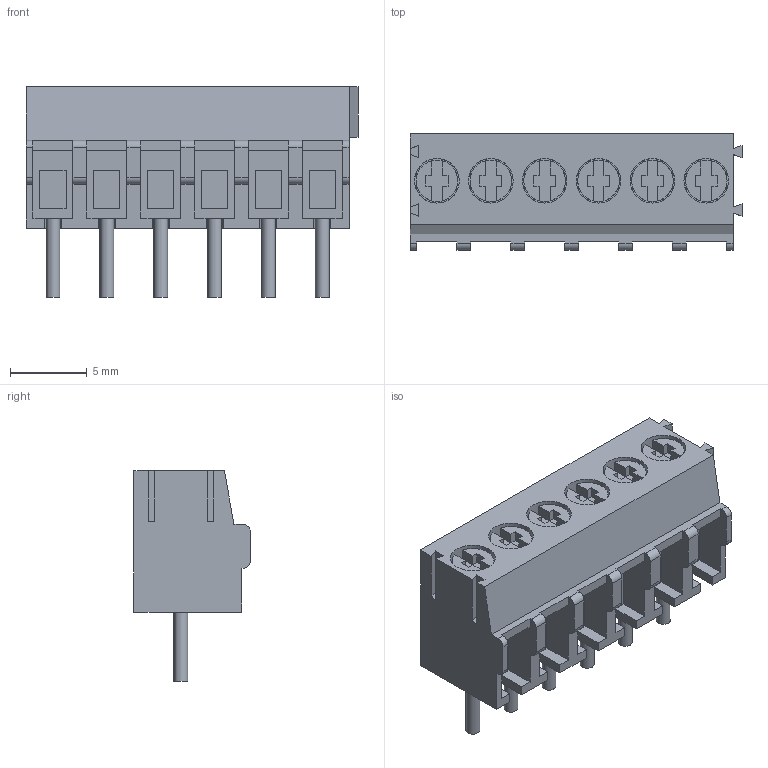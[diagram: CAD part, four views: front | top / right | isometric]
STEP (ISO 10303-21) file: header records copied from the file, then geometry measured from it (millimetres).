
FILE_DESCRIPTION(/* description */ ('model of TerminalBlock_Phoenix_PT-1,5-6-3.5-H_1x06_P3.50mm_Horizontal'),/* implementation_level */ '2;1');
FILE_NAME(/* name */ 'TerminalBlock_Phoenix_PT-1,5-6-3.5-H_1x06_P3.50mm_Horizontal.step',/* time_stamp */ '2020-05-14T18:09:49',/* author */ ('kicad StepUp','ksu'),/* organization */ ('FreeCAD'),/* preprocessor_version */ 'OCC',/* originating_system */ 'kicad StepUp',/* authorisation */ '');
FILE_SCHEMA(('AUTOMOTIVE_DESIGN { 1 0 10303 214 1 1 1 1 }'));
Length unit declared in the file: millimetre
Products named in the file (1): TerminalBlock_Phoenix_PT_15_6_35_H_1x06_P350mm_Horizontal
Bounding box: 21.57 x 7.55 x 13.7 mm (x, y, z)
Volume: 1020.1 mm3; surface area: 1888.1 mm2
Topology: 1 solids, 1 shells, 316 faces, 852 edges, 556 vertices
Faces by surface type: plane 272, cylinder 44
Full cylindrical faces by diameter (mm): 0.9 x6, 2.7 x6, 2.9 x6
Entity records: 23061 total; most frequent: CARTESIAN_POINT 3819, DIRECTION 3150, LINE 2074, VECTOR 2074, ORIENTED_EDGE 1704, PCURVE 1704, DEFINITIONAL_REPRESENTATION 1704, EDGE_CURVE 852
